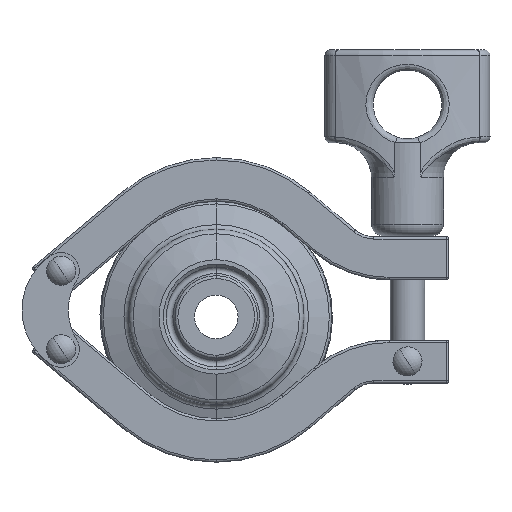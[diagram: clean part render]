
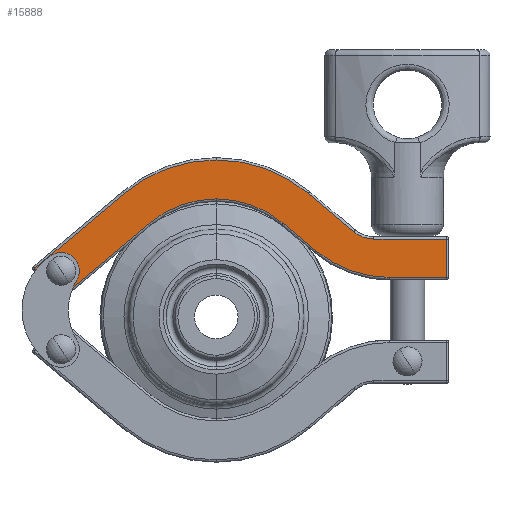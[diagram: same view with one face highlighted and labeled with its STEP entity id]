
A CAD part, front view. The second image highlights one B-rep face of the part: STEP entity #15888.
In plain terms, the highlighted planar face has unit normal (0, -1, 0).
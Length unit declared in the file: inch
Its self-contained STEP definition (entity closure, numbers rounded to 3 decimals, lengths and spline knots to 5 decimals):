
#296 = ORIENTED_EDGE ( 'NONE', *, *, #6117, .T. ) ;
#345 = LINE ( 'NONE', #11355, #4980 ) ;
#607 = VECTOR ( 'NONE', #6104, 39.37008 ) ;
#677 = CARTESIAN_POINT ( 'NONE',  ( 0., 1.1437, 0.11984 ) ) ;
#700 = AXIS2_PLACEMENT_3D ( 'NONE', #13135, #2695, #14880 ) ;
#1115 = DIRECTION ( 'NONE',  ( 0., 1., 0. ) ) ;
#1592 = VECTOR ( 'NONE', #18606, 39.37008 ) ;
#1789 = CARTESIAN_POINT ( 'NONE',  ( -1.57455, 1.1437, 0.40428 ) ) ;
#1877 = EDGE_CURVE ( 'NONE', #20873, #3563, #7163, .T. ) ;
#2421 = DIRECTION ( 'NONE',  ( 0., 0., 1. ) ) ;
#2571 = VECTOR ( 'NONE', #8156, 39.37008 ) ;
#2581 = VERTEX_POINT ( 'NONE', #10008 ) ;
#2619 = VERTEX_POINT ( 'NONE', #3691 ) ;
#2695 = DIRECTION ( 'NONE',  ( 0., -1., 0. ) ) ;
#2728 = PLANE ( 'NONE',  #19228 ) ;
#2981 = CARTESIAN_POINT ( 'NONE',  ( 1.48688, 1.1437, 0.33984 ) ) ;
#3001 = CARTESIAN_POINT ( 'NONE',  ( 1.98, 1.1437, 0.33984 ) ) ;
#3143 = ORIENTED_EDGE ( 'NONE', *, *, #22389, .T. ) ;
#3335 = LINE ( 'NONE', #1789, #16711 ) ;
#3410 = LINE ( 'NONE', #4184, #21368 ) ;
#3563 = VERTEX_POINT ( 'NONE', #6284 ) ;
#3691 = CARTESIAN_POINT ( 'NONE',  ( -0.57529, 1.1437, 0.80545 ) ) ;
#3848 = CARTESIAN_POINT ( 'NONE',  ( 0., 1.1437, 0.11984 ) ) ;
#3905 = EDGE_CURVE ( 'NONE', #10919, #14686, #5781, .T. ) ;
#4184 = CARTESIAN_POINT ( 'NONE',  ( 1.35635, 1.1437, 0.66984 ) ) ;
#4459 = VERTEX_POINT ( 'NONE', #15368 ) ;
#4697 = CARTESIAN_POINT ( 'NONE',  ( 0.57529, 1.1437, 0.80545 ) ) ;
#4831 = ORIENTED_EDGE ( 'NONE', *, *, #10054, .T. ) ;
#4980 = VECTOR ( 'NONE', #21744, 39.37008 ) ;
#5157 = CIRCLE ( 'NONE', #700, 0.98 ) ;
#5369 = CARTESIAN_POINT ( 'NONE',  ( -1.33382, 1.1437, 0.30742 ) ) ;
#5372 = CARTESIAN_POINT ( 'NONE',  ( 1.35635, 1.1437, 0.93984 ) ) ;
#5474 = CARTESIAN_POINT ( 'NONE',  ( -1.33382, 1.1437, 0.39742 ) ) ;
#5593 = DIRECTION ( 'NONE',  ( 0., 0., 1. ) ) ;
#5717 = EDGE_LOOP ( 'NONE', ( #3143, #20094 ) ) ;
#5781 = LINE ( 'NONE', #11286, #607 ) ;
#6055 = CARTESIAN_POINT ( 'NONE',  ( -1.3439, 1.1437, 0.16052 ) ) ;
#6061 = CIRCLE ( 'NONE', #13390, 0.09 ) ;
#6104 = DIRECTION ( 'NONE',  ( 0.766, 0., -0.643 ) ) ;
#6111 = EDGE_CURVE ( 'NONE', #17422, #6202, #3410, .T. ) ;
#6117 = EDGE_CURVE ( 'NONE', #10239, #19229, #8055, .T. ) ;
#6202 = VERTEX_POINT ( 'NONE', #6219 ) ;
#6219 = CARTESIAN_POINT ( 'NONE',  ( 1.35635, 1.1437, 0.66984 ) ) ;
#6234 = DIRECTION ( 'NONE',  ( 0., -1., 0. ) ) ;
#6284 = CARTESIAN_POINT ( 'NONE',  ( 0.79063, 1.1437, 1.06207 ) ) ;
#6444 = CARTESIAN_POINT ( 'NONE',  ( -1.33104, 1.1437, 0.14519 ) ) ;
#6664 = VERTEX_POINT ( 'NONE', #6055 ) ;
#6682 = VERTEX_POINT ( 'NONE', #12989 ) ;
#7101 = DIRECTION ( 'NONE',  ( 0., 0., 1. ) ) ;
#7163 = LINE ( 'NONE', #18584, #2571 ) ;
#7193 = DIRECTION ( 'NONE',  ( 0., 0., -1. ) ) ;
#7495 = VERTEX_POINT ( 'NONE', #5369 ) ;
#7528 = FACE_BOUND ( 'NONE', #5717, .T. ) ;
#7649 = DIRECTION ( 'NONE',  ( -1., 0., 0. ) ) ;
#7856 = CARTESIAN_POINT ( 'NONE',  ( -1.33382, 1.1437, 0.48742 ) ) ;
#7871 = DIRECTION ( 'NONE',  ( 0., 0., 1. ) ) ;
#8055 = LINE ( 'NONE', #19821, #12134 ) ;
#8156 = DIRECTION ( 'NONE',  ( -0.766, 0., 0.643 ) ) ;
#8483 = CARTESIAN_POINT ( 'NONE',  ( 1.98, 1.1437, 0.66984 ) ) ;
#8765 = DIRECTION ( 'NONE',  ( 0., 1., 0. ) ) ;
#9169 = ORIENTED_EDGE ( 'NONE', *, *, #3905, .T. ) ;
#9559 = ORIENTED_EDGE ( 'NONE', *, *, #6111, .T. ) ;
#9594 = EDGE_CURVE ( 'NONE', #2619, #2581, #15881, .T. ) ;
#9685 = VERTEX_POINT ( 'NONE', #19030 ) ;
#10008 = CARTESIAN_POINT ( 'NONE',  ( 0., 1.1437, 1.01484 ) ) ;
#10054 = EDGE_CURVE ( 'NONE', #14686, #10239, #5157, .T. ) ;
#10239 = VERTEX_POINT ( 'NONE', #2981 ) ;
#10405 = CARTESIAN_POINT ( 'NONE',  ( 0., 1.1437, 0.11984 ) ) ;
#10913 = EDGE_CURVE ( 'NONE', #9685, #6664, #14976, .T. ) ;
#10919 = VERTEX_POINT ( 'NONE', #4697 ) ;
#11175 = DIRECTION ( 'NONE',  ( 1., 0., 0. ) ) ;
#11193 = AXIS2_PLACEMENT_3D ( 'NONE', #3848, #16020, #5593 ) ;
#11286 = CARTESIAN_POINT ( 'NONE',  ( 0.85695, 1.1437, 0.56912 ) ) ;
#11307 = CARTESIAN_POINT ( 'NONE',  ( 1.98, 1.1437, 0.68984 ) ) ;
#11355 = CARTESIAN_POINT ( 'NONE',  ( -0.57529, 1.1437, 0.80545 ) ) ;
#11543 = CARTESIAN_POINT ( 'NONE',  ( 0., 1.1437, 0.11984 ) ) ;
#11599 = ORIENTED_EDGE ( 'NONE', *, *, #9594, .T. ) ;
#11632 = EDGE_CURVE ( 'NONE', #4459, #6682, #21729, .T. ) ;
#11782 = AXIS2_PLACEMENT_3D ( 'NONE', #10405, #22563, #12176 ) ;
#11827 = EDGE_CURVE ( 'NONE', #22124, #7495, #11938, .T. ) ;
#11938 = CIRCLE ( 'NONE', #18773, 0.09 ) ;
#12134 = VECTOR ( 'NONE', #11175, 39.37008 ) ;
#12176 = DIRECTION ( 'NONE',  ( 0., 0., 1. ) ) ;
#12452 = LINE ( 'NONE', #11307, #16573 ) ;
#12868 = DIRECTION ( 'NONE',  ( 0., 1., 0. ) ) ;
#12987 = ORIENTED_EDGE ( 'NONE', *, *, #10913, .T. ) ;
#12989 = CARTESIAN_POINT ( 'NONE',  ( -0.79063, 1.1437, 1.06207 ) ) ;
#13135 = CARTESIAN_POINT ( 'NONE',  ( 1.48688, 1.1437, 1.31984 ) ) ;
#13283 = ORIENTED_EDGE ( 'NONE', *, *, #21222, .T. ) ;
#13299 = DIRECTION ( 'NONE',  ( 0., 0., 1. ) ) ;
#13390 = AXIS2_PLACEMENT_3D ( 'NONE', #5474, #17655, #7193 ) ;
#14418 = EDGE_CURVE ( 'NONE', #2581, #10919, #20574, .T. ) ;
#14623 = ORIENTED_EDGE ( 'NONE', *, *, #1877, .T. ) ;
#14686 = VERTEX_POINT ( 'NONE', #19042 ) ;
#14880 = DIRECTION ( 'NONE',  ( 0., 0., 1. ) ) ;
#14976 = LINE ( 'NONE', #6444, #1592 ) ;
#15163 = EDGE_CURVE ( 'NONE', #19229, #17422, #12452, .T. ) ;
#15368 = CARTESIAN_POINT ( 'NONE',  ( 0., 1.1437, 1.34984 ) ) ;
#15636 = ORIENTED_EDGE ( 'NONE', *, *, #14418, .T. ) ;
#15774 = ORIENTED_EDGE ( 'NONE', *, *, #20753, .T. ) ;
#15881 = CIRCLE ( 'NONE', #20195, 0.895 ) ;
#15888 = ADVANCED_FACE ( 'NONE', ( #20310, #7528 ), #2728, .T. ) ;
#16020 = DIRECTION ( 'NONE',  ( 0., -1., 0. ) ) ;
#16251 = ORIENTED_EDGE ( 'NONE', *, *, #20597, .T. ) ;
#16280 = EDGE_LOOP ( 'NONE', ( #16388, #14623, #13283, #19682, #15774, #12987, #16251, #11599, #15636, #9169, #4831, #296, #22014, #9559 ) ) ;
#16286 = CARTESIAN_POINT ( 'NONE',  ( 1.1828, 1.1437, 0.73301 ) ) ;
#16388 = ORIENTED_EDGE ( 'NONE', *, *, #21691, .T. ) ;
#16573 = VECTOR ( 'NONE', #7871, 39.37008 ) ;
#16680 = CARTESIAN_POINT ( 'NONE',  ( 1.48688, 1.1437, 1.31984 ) ) ;
#16711 = VECTOR ( 'NONE', #20855, 39.37008 ) ;
#17422 = VERTEX_POINT ( 'NONE', #8483 ) ;
#17550 = DIRECTION ( 'NONE',  ( 0., 1., 0. ) ) ;
#17655 = DIRECTION ( 'NONE',  ( 0., 1., 0. ) ) ;
#18402 = DIRECTION ( 'NONE',  ( 0., 0., 1. ) ) ;
#18584 = CARTESIAN_POINT ( 'NONE',  ( 0.79063, 1.1437, 1.06207 ) ) ;
#18606 = DIRECTION ( 'NONE',  ( 0.643, 0., -0.766 ) ) ;
#18773 = AXIS2_PLACEMENT_3D ( 'NONE', #19191, #8765, #20918 ) ;
#19030 = CARTESIAN_POINT ( 'NONE',  ( -1.55923, 1.1437, 0.41714 ) ) ;
#19042 = CARTESIAN_POINT ( 'NONE',  ( 0.85695, 1.1437, 0.56912 ) ) ;
#19191 = CARTESIAN_POINT ( 'NONE',  ( -1.33382, 1.1437, 0.39742 ) ) ;
#19228 = AXIS2_PLACEMENT_3D ( 'NONE', #16680, #6234, #18402 ) ;
#19229 = VERTEX_POINT ( 'NONE', #3001 ) ;
#19682 = ORIENTED_EDGE ( 'NONE', *, *, #11632, .T. ) ;
#19813 = AXIS2_PLACEMENT_3D ( 'NONE', #677, #12868, #2421 ) ;
#19821 = CARTESIAN_POINT ( 'NONE',  ( 2., 1.1437, 0.33984 ) ) ;
#20094 = ORIENTED_EDGE ( 'NONE', *, *, #11827, .T. ) ;
#20195 = AXIS2_PLACEMENT_3D ( 'NONE', #11543, #1115, #13299 ) ;
#20310 = FACE_OUTER_BOUND ( 'NONE', #16280, .T. ) ;
#20574 = CIRCLE ( 'NONE', #19813, 0.895 ) ;
#20597 = EDGE_CURVE ( 'NONE', #6664, #2619, #345, .T. ) ;
#20753 = EDGE_CURVE ( 'NONE', #6682, #9685, #3335, .T. ) ;
#20855 = DIRECTION ( 'NONE',  ( -0.766, 0., -0.643 ) ) ;
#20873 = VERTEX_POINT ( 'NONE', #16286 ) ;
#20918 = DIRECTION ( 'NONE',  ( 0., 0., -1. ) ) ;
#21222 = EDGE_CURVE ( 'NONE', #3563, #4459, #22098, .T. ) ;
#21368 = VECTOR ( 'NONE', #7649, 39.37008 ) ;
#21691 = EDGE_CURVE ( 'NONE', #6202, #20873, #21821, .T. ) ;
#21729 = CIRCLE ( 'NONE', #11782, 1.23 ) ;
#21744 = DIRECTION ( 'NONE',  ( 0.766, 0., 0.643 ) ) ;
#21821 = CIRCLE ( 'NONE', #22343, 0.27 ) ;
#22014 = ORIENTED_EDGE ( 'NONE', *, *, #15163, .T. ) ;
#22098 = CIRCLE ( 'NONE', #11193, 1.23 ) ;
#22124 = VERTEX_POINT ( 'NONE', #7856 ) ;
#22343 = AXIS2_PLACEMENT_3D ( 'NONE', #5372, #17550, #7101 ) ;
#22389 = EDGE_CURVE ( 'NONE', #7495, #22124, #6061, .T. ) ;
#22563 = DIRECTION ( 'NONE',  ( 0., -1., 0. ) ) ;
